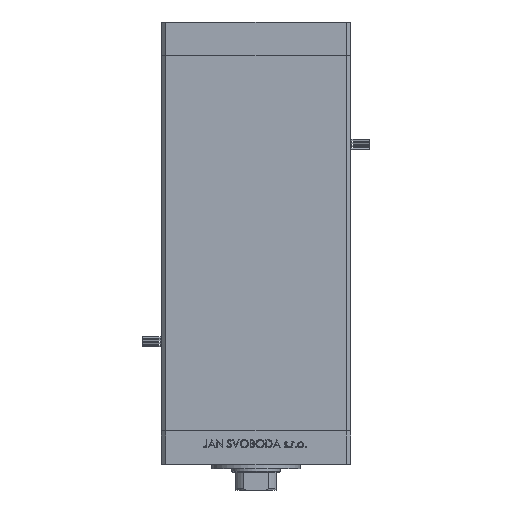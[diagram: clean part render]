
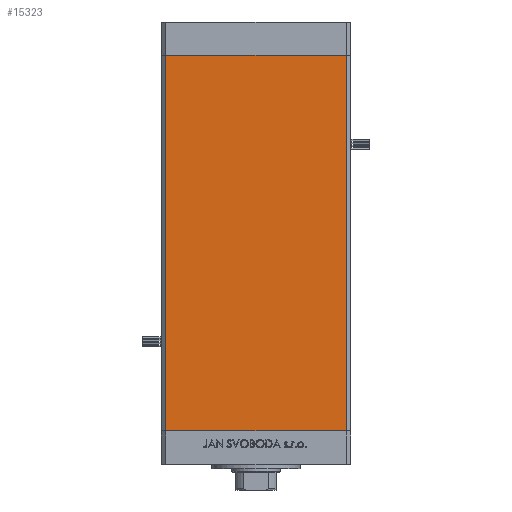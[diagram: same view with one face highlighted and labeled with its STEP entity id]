
A CAD part, front view. The second image highlights one B-rep face of the part: STEP entity #15323.
In plain terms, the highlighted planar face has unit normal (0, -1, 0).
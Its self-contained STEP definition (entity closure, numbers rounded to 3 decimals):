
#697 = EDGE_LOOP ( 'NONE', ( #48470, #15300, #42975, #42957 ) ) ;
#2627 = VERTEX_POINT ( 'NONE', #25084 ) ;
#3980 = VECTOR ( 'NONE', #44530, 1000. ) ;
#4638 = PLANE ( 'NONE',  #28047 ) ;
#4899 = CARTESIAN_POINT ( 'NONE',  ( -40.5, -37.5, 168.5 ) ) ;
#9533 = VERTEX_POINT ( 'NONE', #11999 ) ;
#10583 = CARTESIAN_POINT ( 'NONE',  ( -40.5, -37.5, 0. ) ) ;
#11999 = CARTESIAN_POINT ( 'NONE',  ( 40.5, -37.5, 0. ) ) ;
#14507 = DIRECTION ( 'NONE',  ( 1., 0., 0. ) ) ;
#15300 = ORIENTED_EDGE ( 'NONE', *, *, #40711, .F. ) ;
#15323 = ADVANCED_FACE ( 'NONE', ( #28798 ), #4638, .F. ) ;
#15493 = CARTESIAN_POINT ( 'NONE',  ( -40.5, -37.5, 168.5 ) ) ;
#17455 = LINE ( 'NONE', #24296, #3980 ) ;
#20397 = DIRECTION ( 'NONE',  ( 0., 0., 1. ) ) ;
#21413 = DIRECTION ( 'NONE',  ( 1., 0., 0. ) ) ;
#21962 = EDGE_CURVE ( 'NONE', #42785, #2627, #17455, .T. ) ;
#22113 = CARTESIAN_POINT ( 'NONE',  ( 40.5, -37.5, 168.5 ) ) ;
#24117 = LINE ( 'NONE', #24376, #26805 ) ;
#24296 = CARTESIAN_POINT ( 'NONE',  ( -40.5, -37.5, 168.5 ) ) ;
#24376 = CARTESIAN_POINT ( 'NONE',  ( 40.5, -37.5, 168.5 ) ) ;
#25084 = CARTESIAN_POINT ( 'NONE',  ( -40.5, -37.5, 0. ) ) ;
#26390 = LINE ( 'NONE', #34276, #46307 ) ;
#26805 = VECTOR ( 'NONE', #51983, 1000. ) ;
#28047 = AXIS2_PLACEMENT_3D ( 'NONE', #4899, #44579, #20397 ) ;
#28798 = FACE_OUTER_BOUND ( 'NONE', #697, .T. ) ;
#29364 = VERTEX_POINT ( 'NONE', #22113 ) ;
#30387 = EDGE_CURVE ( 'NONE', #2627, #9533, #47093, .T. ) ;
#34276 = CARTESIAN_POINT ( 'NONE',  ( -40.5, -37.5, 168.5 ) ) ;
#38292 = VECTOR ( 'NONE', #14507, 1000. ) ;
#40711 = EDGE_CURVE ( 'NONE', #29364, #9533, #24117, .T. ) ;
#42785 = VERTEX_POINT ( 'NONE', #15493 ) ;
#42957 = ORIENTED_EDGE ( 'NONE', *, *, #21962, .T. ) ;
#42975 = ORIENTED_EDGE ( 'NONE', *, *, #45165, .F. ) ;
#44530 = DIRECTION ( 'NONE',  ( 0., 0., -1. ) ) ;
#44579 = DIRECTION ( 'NONE',  ( 0., 1., 0. ) ) ;
#45165 = EDGE_CURVE ( 'NONE', #42785, #29364, #26390, .T. ) ;
#46307 = VECTOR ( 'NONE', #21413, 1000. ) ;
#47093 = LINE ( 'NONE', #10583, #38292 ) ;
#48470 = ORIENTED_EDGE ( 'NONE', *, *, #30387, .T. ) ;
#51983 = DIRECTION ( 'NONE',  ( 0., 0., -1. ) ) ;
